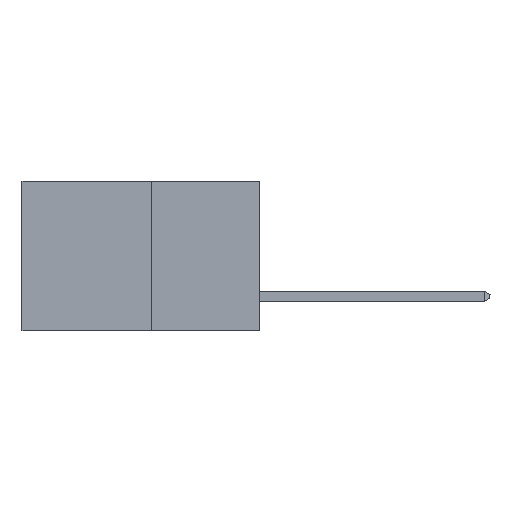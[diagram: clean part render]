
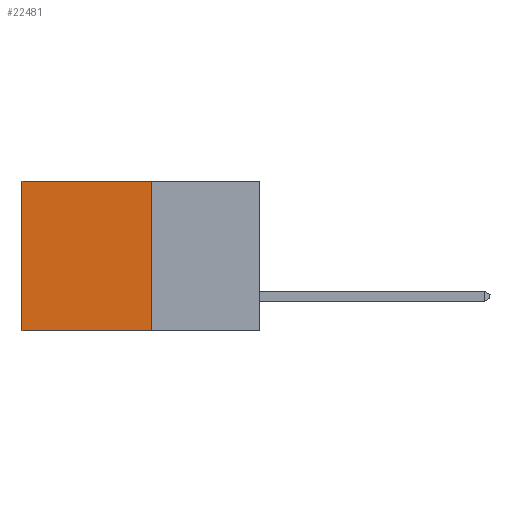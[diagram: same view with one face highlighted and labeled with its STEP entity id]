
A CAD part, left-side view. The second image highlights one B-rep face of the part: STEP entity #22481.
In plain terms, the highlighted planar face has unit normal (-1, 0, 0).
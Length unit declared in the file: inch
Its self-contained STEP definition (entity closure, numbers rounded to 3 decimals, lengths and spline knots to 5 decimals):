
#358 = AXIS2_PLACEMENT_3D ( 'NONE', #19749, #17548, #3879 ) ;
#2435 = LINE ( 'NONE', #6578, #19948 ) ;
#3751 = EDGE_CURVE ( 'NONE', #23081, #4040, #2435, .T. ) ;
#3879 = DIRECTION ( 'NONE',  ( 0., 0., -1. ) ) ;
#4040 = VERTEX_POINT ( 'NONE', #7938 ) ;
#4783 = LINE ( 'NONE', #16917, #11573 ) ;
#6578 = CARTESIAN_POINT ( 'NONE',  ( 0.277, 0.27, -0.37 ) ) ;
#7008 = VERTEX_POINT ( 'NONE', #20398 ) ;
#7938 = CARTESIAN_POINT ( 'NONE',  ( 0.277, 0.27, -0.37 ) ) ;
#8135 = ORIENTED_EDGE ( 'NONE', *, *, #25741, .F. ) ;
#8522 = FACE_OUTER_BOUND ( 'NONE', #10764, .T. ) ;
#10764 = EDGE_LOOP ( 'NONE', ( #21245, #8135, #19705, #21093 ) ) ;
#11573 = VECTOR ( 'NONE', #23792, 39.37008 ) ;
#11708 = CARTESIAN_POINT ( 'NONE',  ( 0.277, 0.59, -0.37 ) ) ;
#12092 = VECTOR ( 'NONE', #25441, 39.37008 ) ;
#12169 = DIRECTION ( 'NONE',  ( 0., 1., 0. ) ) ;
#12818 = LINE ( 'NONE', #11708, #12092 ) ;
#13002 = PLANE ( 'NONE',  #358 ) ;
#13074 = CARTESIAN_POINT ( 'NONE',  ( 0.277, 0.27, 0. ) ) ;
#14410 = CARTESIAN_POINT ( 'NONE',  ( 0.277, 0.59, -0.37 ) ) ;
#14508 = VERTEX_POINT ( 'NONE', #14410 ) ;
#16917 = CARTESIAN_POINT ( 'NONE',  ( 0.277, 0.27, 0. ) ) ;
#17037 = EDGE_CURVE ( 'NONE', #23081, #7008, #4783, .T. ) ;
#17548 = DIRECTION ( 'NONE',  ( 1., 0., 0. ) ) ;
#19705 = ORIENTED_EDGE ( 'NONE', *, *, #3751, .F. ) ;
#19749 = CARTESIAN_POINT ( 'NONE',  ( 0.277, 0.27, -0.37 ) ) ;
#19948 = VECTOR ( 'NONE', #23336, 39.37008 ) ;
#20398 = CARTESIAN_POINT ( 'NONE',  ( 0.277, 0.59, 0. ) ) ;
#21093 = ORIENTED_EDGE ( 'NONE', *, *, #17037, .T. ) ;
#21245 = ORIENTED_EDGE ( 'NONE', *, *, #28888, .T. ) ;
#22481 = ADVANCED_FACE ( 'NONE', ( #8522 ), #13002, .F. ) ;
#23081 = VERTEX_POINT ( 'NONE', #13074 ) ;
#23336 = DIRECTION ( 'NONE',  ( 0., 0., -1. ) ) ;
#23792 = DIRECTION ( 'NONE',  ( 0., 1., 0. ) ) ;
#24467 = LINE ( 'NONE', #28186, #29089 ) ;
#25441 = DIRECTION ( 'NONE',  ( 0., 0., -1. ) ) ;
#25741 = EDGE_CURVE ( 'NONE', #4040, #14508, #24467, .T. ) ;
#28186 = CARTESIAN_POINT ( 'NONE',  ( 0.277, 0.27, -0.37 ) ) ;
#28888 = EDGE_CURVE ( 'NONE', #7008, #14508, #12818, .T. ) ;
#29089 = VECTOR ( 'NONE', #12169, 39.37008 ) ;
